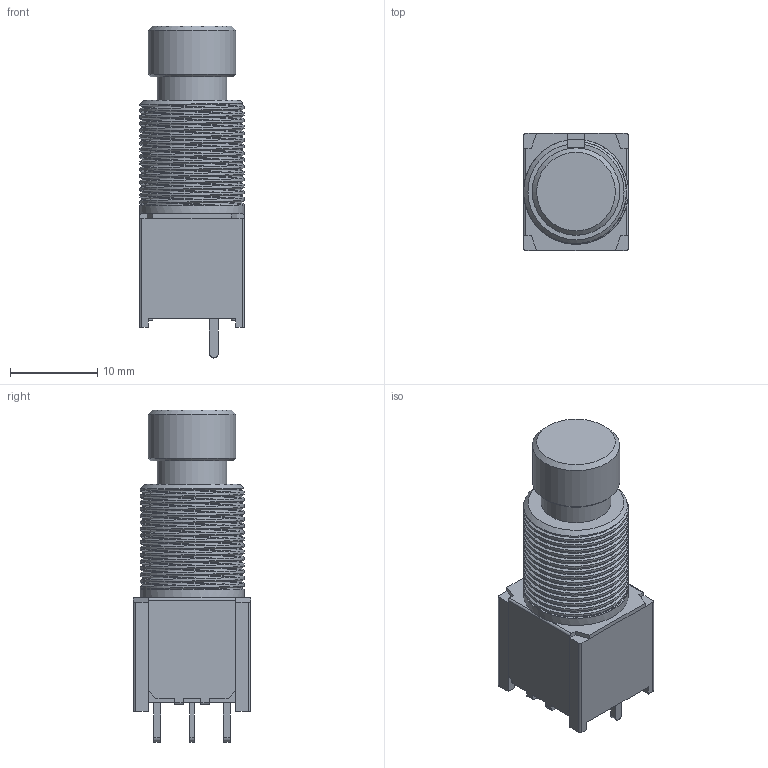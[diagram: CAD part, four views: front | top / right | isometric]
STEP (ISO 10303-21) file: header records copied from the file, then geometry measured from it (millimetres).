
FILE_DESCRIPTION(('FreeCAD Model'),'2;1');
FILE_NAME('Alpha Taiwan SF12011-0102-20R-X.step','2019-06-25T09:51:16',( 'Author'),(''),'Open CASCADE STEP processor 7.3','FreeCAD','Unknown' );
FILE_SCHEMA(('AUTOMOTIVE_DESIGN { 1 0 10303 214 1 1 1 1 }'));
Length unit declared in the file: millimetre
Products named in the file (7): Pin_; Body018; Body019; BodyMetal; Cap; Thread; BodyPlastic
Bounding box: 12 x 13.4 x 38 mm (x, y, z)
Volume: 3920.7 mm3; surface area: 3048.2 mm2
Topology: 7 solids, 7 shells, 220 faces, 604 edges, 399 vertices
Faces by surface type: plane 120, cylinder 49, bspline 48, cone 3
Full cylindrical faces by diameter (mm): 8 x1, 10 x1
Entity records: 12984 total; most frequent: CARTESIAN_POINT 7654, ORIENTED_EDGE 1208, DIRECTION 859, EDGE_CURVE 604, VERTEX_POINT 399, LINE 371, VECTOR 371, AXIS2_PLACEMENT_3D 244
